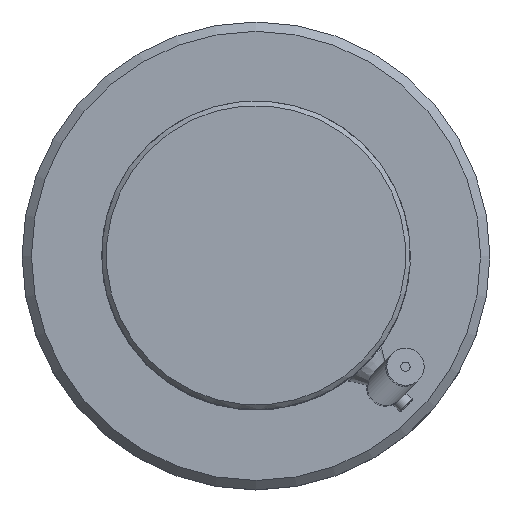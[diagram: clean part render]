
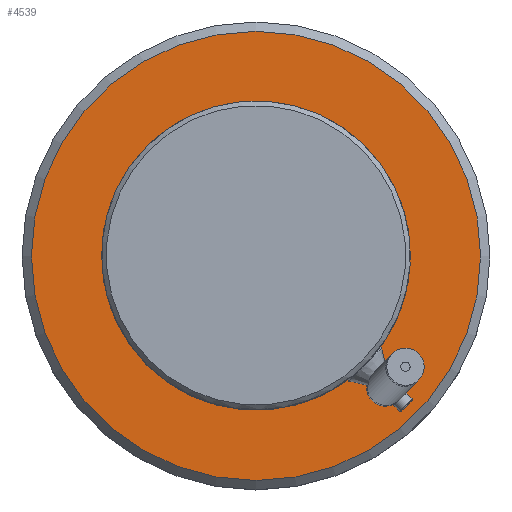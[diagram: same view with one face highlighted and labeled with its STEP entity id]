
A CAD part, top view. The second image highlights one B-rep face of the part: STEP entity #4539.
In plain terms, the highlighted planar face has unit normal (0, 0, 1).
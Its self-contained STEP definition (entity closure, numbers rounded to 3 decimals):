
#3387=PLANE('',#10786);
#4539=ADVANCED_FACE('',(#5273,#5274,#5275,#5276,#5277,#5278),#3387,.T.);
#5273=FACE_BOUND('',#5949,.T.);
#5274=FACE_BOUND('',#5950,.T.);
#5275=FACE_BOUND('',#5951,.T.);
#5276=FACE_BOUND('',#5952,.T.);
#5277=FACE_BOUND('',#5953,.T.);
#5278=FACE_BOUND('',#5954,.T.);
#5949=EDGE_LOOP('',(#7486));
#5950=EDGE_LOOP('',(#7487));
#5951=EDGE_LOOP('',(#7488));
#5952=EDGE_LOOP('',(#7489));
#5953=EDGE_LOOP('',(#7490));
#5954=EDGE_LOOP('',(#7491));
#7486=ORIENTED_EDGE('',*,*,#9342,.T.);
#7487=ORIENTED_EDGE('',*,*,#9306,.F.);
#7488=ORIENTED_EDGE('',*,*,#9340,.F.);
#7489=ORIENTED_EDGE('',*,*,#9338,.F.);
#7490=ORIENTED_EDGE('',*,*,#9336,.F.);
#7491=ORIENTED_EDGE('',*,*,#9334,.F.);
#8477=VERTEX_POINT('',#15087);
#8495=VERTEX_POINT('',#15198);
#8497=VERTEX_POINT('',#15203);
#8499=VERTEX_POINT('',#15208);
#8501=VERTEX_POINT('',#15213);
#8503=VERTEX_POINT('',#15218);
#9306=EDGE_CURVE('',#8477,#8477,#9943,.T.);
#9334=EDGE_CURVE('',#8495,#8495,#9954,.T.);
#9336=EDGE_CURVE('',#8497,#8497,#9956,.T.);
#9338=EDGE_CURVE('',#8499,#8499,#9958,.T.);
#9340=EDGE_CURVE('',#8501,#8501,#9960,.T.);
#9342=EDGE_CURVE('',#8503,#8503,#9962,.T.);
#9943=CIRCLE('',#10754,10.);
#9954=CIRCLE('',#10773,1.6);
#9956=CIRCLE('',#10776,1.6);
#9958=CIRCLE('',#10779,1.6);
#9960=CIRCLE('',#10782,1.6);
#9962=CIRCLE('',#10785,48.);
#10754=AXIS2_PLACEMENT_3D('',#15086,#12705,#12706);
#10773=AXIS2_PLACEMENT_3D('',#15197,#12759,#12760);
#10776=AXIS2_PLACEMENT_3D('',#15202,#12765,#12766);
#10779=AXIS2_PLACEMENT_3D('',#15207,#12771,#12772);
#10782=AXIS2_PLACEMENT_3D('',#15212,#12777,#12778);
#10785=AXIS2_PLACEMENT_3D('',#15217,#12783,#12784);
#10786=AXIS2_PLACEMENT_3D('',#15219,#12785,#12786);
#12705=DIRECTION('',(0.,0.,1.));
#12706=DIRECTION('',(1.,0.,0.));
#12759=DIRECTION('',(0.,0.,1.));
#12760=DIRECTION('',(1.,0.,0.));
#12765=DIRECTION('',(0.,0.,1.));
#12766=DIRECTION('',(1.,0.,0.));
#12771=DIRECTION('',(0.,0.,1.));
#12772=DIRECTION('',(1.,0.,0.));
#12777=DIRECTION('',(0.,0.,1.));
#12778=DIRECTION('',(1.,0.,0.));
#12783=DIRECTION('',(0.,0.,1.));
#12784=DIRECTION('',(1.,0.,0.));
#12785=DIRECTION('',(0.,0.,1.));
#12786=DIRECTION('',(1.,0.,0.));
#15086=CARTESIAN_POINT('',(0.,0.,16.));
#15087=CARTESIAN_POINT('',(10.,0.,16.));
#15197=CARTESIAN_POINT('',(30.,0.,16.));
#15198=CARTESIAN_POINT('',(31.6,0.,16.));
#15202=CARTESIAN_POINT('',(0.,30.,16.));
#15203=CARTESIAN_POINT('',(1.6,30.,16.));
#15207=CARTESIAN_POINT('',(-30.,0.,16.));
#15208=CARTESIAN_POINT('',(-28.4,0.,16.));
#15212=CARTESIAN_POINT('',(0.,-30.,16.));
#15213=CARTESIAN_POINT('',(1.6,-30.,16.));
#15217=CARTESIAN_POINT('',(0.,0.,16.));
#15218=CARTESIAN_POINT('',(48.,0.,16.));
#15219=CARTESIAN_POINT('',(0.,0.,16.));
